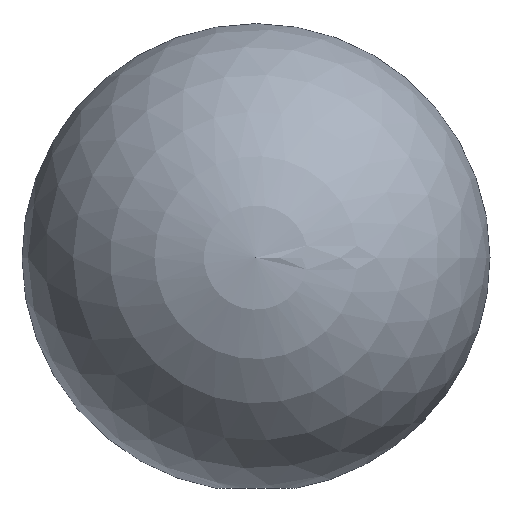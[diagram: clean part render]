
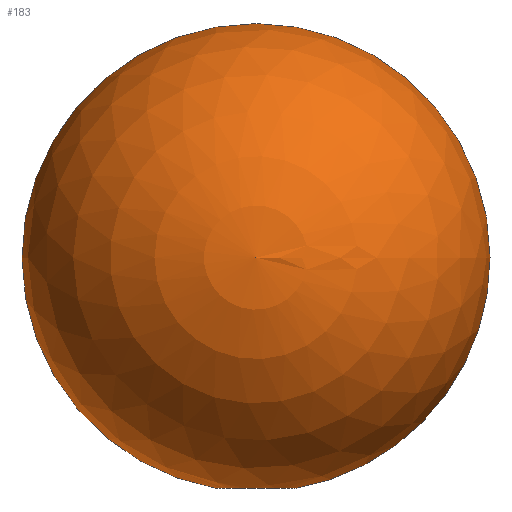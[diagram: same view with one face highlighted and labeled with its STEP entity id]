
A CAD part, front view. The second image highlights one B-rep face of the part: STEP entity #183.
In plain terms, the highlighted spherical face has radius 15 mm.
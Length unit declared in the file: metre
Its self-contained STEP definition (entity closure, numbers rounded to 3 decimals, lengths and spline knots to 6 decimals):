
#2 = DIRECTION ( 'NONE',  ( 0., -1., 0. ) ) ;
#3 = CARTESIAN_POINT ( 'NONE',  ( 0., 0., 0. ) ) ;
#12 = VERTEX_POINT ( 'NONE', #18 ) ;
#15 = VERTEX_POINT ( 'NONE', #137 ) ;
#18 = CARTESIAN_POINT ( 'NONE',  ( 0.0025, 0., -0.01479 ) ) ;
#27 = FACE_OUTER_BOUND ( 'NONE', #66, .T. ) ;
#33 = ORIENTED_EDGE ( 'NONE', *, *, #90, .T. ) ;
#47 = AXIS2_PLACEMENT_3D ( 'NONE', #84, #188, #100 ) ;
#60 = CARTESIAN_POINT ( 'NONE',  ( 0., 0., 0. ) ) ;
#61 = EDGE_CURVE ( 'NONE', #190, #12, #143, .T. ) ;
#62 = CARTESIAN_POINT ( 'NONE',  ( 0., 0., 0. ) ) ;
#65 = DIRECTION ( 'NONE',  ( 0., 0., 1. ) ) ;
#66 = EDGE_LOOP ( 'NONE', ( #199, #33, #156 ) ) ;
#67 = DIRECTION ( 'NONE',  ( 0., -1., 0. ) ) ;
#84 = CARTESIAN_POINT ( 'NONE',  ( 0., 0., -0.01479 ) ) ;
#90 = EDGE_CURVE ( 'NONE', #190, #15, #109, .T. ) ;
#96 = AXIS2_PLACEMENT_3D ( 'NONE', #62, #170, #65 ) ;
#100 = DIRECTION ( 'NONE',  ( 1., 0., 0. ) ) ;
#109 = CIRCLE ( 'NONE', #180, 0.015 ) ;
#110 = CIRCLE ( 'NONE', #47, 0.0025 ) ;
#136 = AXIS2_PLACEMENT_3D ( 'NONE', #3, #67, #192 ) ;
#137 = CARTESIAN_POINT ( 'NONE',  ( -0.0025, 0., -0.01479 ) ) ;
#143 = CIRCLE ( 'NONE', #96, 0.015 ) ;
#150 = DIRECTION ( 'NONE',  ( 1., 0., 0. ) ) ;
#156 = ORIENTED_EDGE ( 'NONE', *, *, #174, .F. ) ;
#170 = DIRECTION ( 'NONE',  ( 0., 1., 0. ) ) ;
#174 = EDGE_CURVE ( 'NONE', #12, #15, #110, .T. ) ;
#177 = CARTESIAN_POINT ( 'NONE',  ( 0., 0., 0.015 ) ) ;
#178 = SPHERICAL_SURFACE ( 'NONE', #136, 0.015 ) ;
#180 = AXIS2_PLACEMENT_3D ( 'NONE', #60, #2, #150 ) ;
#183 = ADVANCED_FACE ( 'NONE', ( #27 ), #178, .T. ) ;
#188 = DIRECTION ( 'NONE',  ( 0., 0., -1. ) ) ;
#190 = VERTEX_POINT ( 'NONE', #177 ) ;
#192 = DIRECTION ( 'NONE',  ( 1., 0., 0. ) ) ;
#199 = ORIENTED_EDGE ( 'NONE', *, *, #61, .F. ) ;
